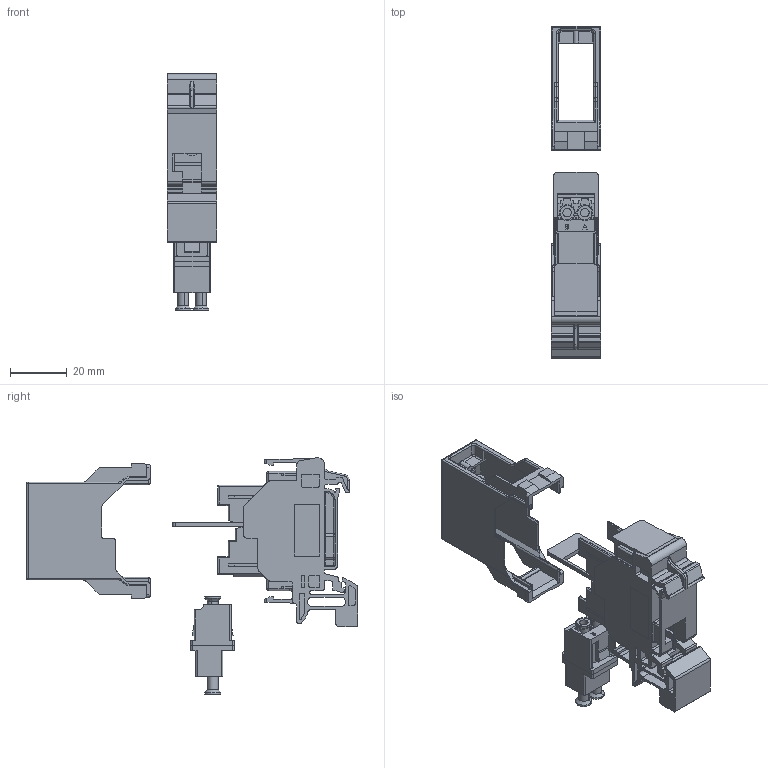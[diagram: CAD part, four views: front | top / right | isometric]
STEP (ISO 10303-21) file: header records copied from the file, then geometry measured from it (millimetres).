
FILE_DESCRIPTION (( 'STEP AP214' ), '1' );
FILE_NAME ('H82000A0018.STEP', '2014-08-04T07:09:49', ( 'Schröder' ), ( '' ), 'SwSTEP 2.0', 'SolidWorks 2014', '' );
FILE_SCHEMA (( 'AUTOMOTIVE_DESIGN' ));
Length unit declared in the file: millimetre
Products named in the file (9): B00044A0111; J08071A0002; B00044A0099; B00010A0020; B01030A0024; H82000A0018; J08071A0012H2; J08071A0012H1_mit TG-Logo; B06012A0054
Assembly tree (12 placements, depth 3):
  H82000A0018
    B00044A0099
    B00044A0111
    B06012A0054
    J08071A0002
      J08071A0012H1_mit TG-Logo
      J08071A0012H2
      B01030A0024  x2
      B00010A0020  x4
Bounding box: 17.5 x 116.95 x 83.4 mm (x, y, z)
Volume: 17787 mm3; surface area: 29533 mm2
Topology: 11 solids, 11 shells, 1797 faces, 4924 edges, 3129 vertices
Faces by surface type: plane 1029, cylinder 546, torus 122, cone 40, bspline 35, sphere 25
Entity records: 55588 total; most frequent: CARTESIAN_POINT 11511, ORIENTED_EDGE 9296, DIRECTION 8908, EDGE_CURVE 4648, LINE 3314, VECTOR 3314, VERTEX_POINT 2979, AXIS2_PLACEMENT_3D 2797
